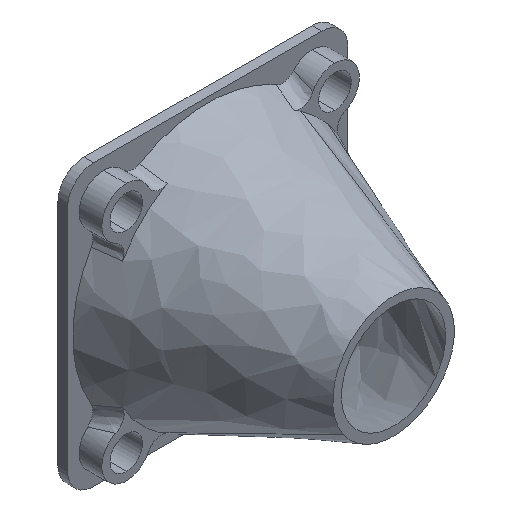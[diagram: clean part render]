
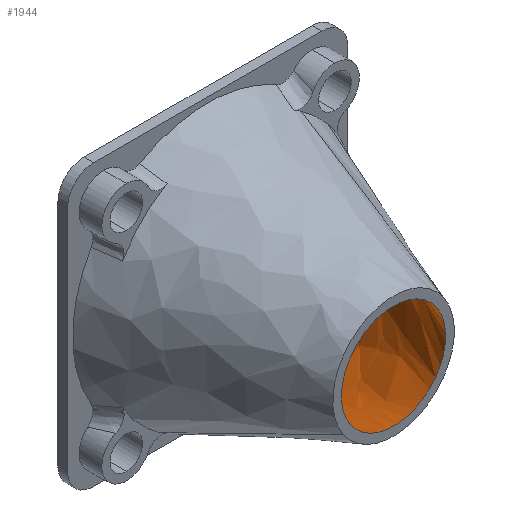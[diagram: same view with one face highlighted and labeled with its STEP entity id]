
A CAD part, isometric view. The second image highlights one B-rep face of the part: STEP entity #1944.
In plain terms, the highlighted free-form (B-spline) face has degree [3, 1] with [7, 3] control points.
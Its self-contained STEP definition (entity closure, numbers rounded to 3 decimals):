
#19 = CARTESIAN_POINT ( 'NONE',  ( -21.624, 60., -33.651 ) ) ;
#161 = CARTESIAN_POINT ( 'NONE',  ( -4.464, 0., 35.498 ) ) ;
#184 = CARTESIAN_POINT ( 'NONE',  ( 13.306, 0., 8.885 ) ) ;
#209 = CARTESIAN_POINT ( 'NONE',  ( 21.624, 60., 33.651 ) ) ;
#297 = EDGE_CURVE ( 'NONE', #2165, #3012, #1266, .T. ) ;
#423 = DIRECTION ( 'NONE',  ( 0., 1., 0. ) ) ;
#439 = CARTESIAN_POINT ( 'NONE',  ( -21.624, 60., -33.651 ) ) ;
#485 = B_SPLINE_CURVE_WITH_KNOTS ( 'NONE', 1,
 ( #2655, #1087 ),
 .UNSPECIFIED., .F., .F.,
 ( 2, 2 ),
 ( 0., 1. ),
 .UNSPECIFIED. ) ;
#504 = CARTESIAN_POINT ( 'NONE',  ( 88.926, 60., -9.596 ) ) ;
#506 = CARTESIAN_POINT ( 'NONE',  ( 21.624, 60., 33.651 ) ) ;
#516 = CARTESIAN_POINT ( 'NONE',  ( 13.306, 0., 8.885 ) ) ;
#558 = EDGE_CURVE ( 'NONE', #573, #774, #2416, .T. ) ;
#573 = VERTEX_POINT ( 'NONE', #2779 ) ;
#685 = CARTESIAN_POINT ( 'NONE',  ( -46.347, 60.973, 77.57 ) ) ;
#731 = ORIENTED_EDGE ( 'NONE', *, *, #2061, .T. ) ;
#754 = CARTESIAN_POINT ( 'NONE',  ( -21.624, 60., -33.651 ) ) ;
#759 = CARTESIAN_POINT ( 'NONE',  ( 21.624, 60., 33.651 ) ) ;
#774 = VERTEX_POINT ( 'NONE', #3406 ) ;
#863 = ORIENTED_EDGE ( 'NONE', *, *, #558, .F. ) ;
#1016 = CARTESIAN_POINT ( 'NONE',  ( 89.865, 60.973, -9.464 ) ) ;
#1087 = CARTESIAN_POINT ( 'NONE',  ( -21.624, 60., -33.651 ) ) ;
#1168 =( BOUNDED_SURFACE ( )  B_SPLINE_SURFACE ( 3, 1, ( 
 ( #184, #209, #2014 ),
 ( #2825, #3098, #1016 ),
 ( #1529, #2287, #2839 ),
 ( #1271, #439, #2038 ),
 ( #1479, #1740, #2788 ),
 ( #161, #3070, #685 ),
 ( #2002, #2811, #2026 ) ),
 .UNSPECIFIED., .T., .F., .T. ) 
 B_SPLINE_SURFACE_WITH_KNOTS ( ( 4, 3, 4 ),
 ( 2, 1, 2 ),
 ( 0., 0.5, 1. ),
 ( 0., 1., 1.016 ),
 .UNSPECIFIED. ) 
 GEOMETRIC_REPRESENTATION_ITEM ( )  RATIONAL_B_SPLINE_SURFACE ( (
 ( 1., 1., 1.),
 ( 0.333, 0.333, 0.333),
 ( 0.333, 0.333, 0.333),
 ( 1., 1., 1.),
 ( 0.333, 0.333, 0.333),
 ( 0.333, 0.333, 0.333),
 ( 1., 1., 1.) ) ) 
 REPRESENTATION_ITEM ( '' )  SURFACE ( )  );
#1266 =( BOUNDED_CURVE ( )  B_SPLINE_CURVE ( 3, ( #2073, #504, #2882, #19 ),
 .UNSPECIFIED., .F., .F. ) 
 B_SPLINE_CURVE_WITH_KNOTS ( ( 4, 4 ),
 ( 0., 0.5 ),
 .UNSPECIFIED. ) 
 CURVE ( )  GEOMETRIC_REPRESENTATION_ITEM ( )  RATIONAL_B_SPLINE_CURVE ( ( 1., 0.333, 0.333, 1. ) ) 
 REPRESENTATION_ITEM ( '' )  );
#1271 = CARTESIAN_POINT ( 'NONE',  ( -13.306, 0., -8.885 ) ) ;
#1461 = DIRECTION ( 'NONE',  ( 0., 0., 1. ) ) ;
#1479 = CARTESIAN_POINT ( 'NONE',  ( -31.076, 0., 17.728 ) ) ;
#1485 = ORIENTED_EDGE ( 'NONE', *, *, #297, .T. ) ;
#1529 = CARTESIAN_POINT ( 'NONE',  ( 4.464, 0., -35.498 ) ) ;
#1576 = EDGE_LOOP ( 'NONE', ( #3091, #863, #731, #1485 ) ) ;
#1740 = CARTESIAN_POINT ( 'NONE',  ( -88.926, 60., 9.596 ) ) ;
#1757 = B_SPLINE_CURVE_WITH_KNOTS ( 'NONE', 1,
 ( #516, #506 ),
 .UNSPECIFIED., .F., .F.,
 ( 2, 2 ),
 ( 0., 1. ),
 .UNSPECIFIED. ) ;
#1944 = ADVANCED_FACE ( 'NONE', ( #2409 ), #1168, .F. ) ;
#2002 = CARTESIAN_POINT ( 'NONE',  ( 13.306, 0., 8.885 ) ) ;
#2014 = CARTESIAN_POINT ( 'NONE',  ( 21.759, 60.973, 34.053 ) ) ;
#2026 = CARTESIAN_POINT ( 'NONE',  ( 21.759, 60.973, 34.053 ) ) ;
#2038 = CARTESIAN_POINT ( 'NONE',  ( -21.759, 60.973, -34.053 ) ) ;
#2061 = EDGE_CURVE ( 'NONE', #573, #2165, #1757, .T. ) ;
#2073 = CARTESIAN_POINT ( 'NONE',  ( 21.624, 60., 33.651 ) ) ;
#2165 = VERTEX_POINT ( 'NONE', #759 ) ;
#2287 = CARTESIAN_POINT ( 'NONE',  ( 45.679, 60., -76.899 ) ) ;
#2381 = EDGE_CURVE ( 'NONE', #774, #3012, #485, .T. ) ;
#2409 = FACE_OUTER_BOUND ( 'NONE', #1576, .T. ) ;
#2416 = CIRCLE ( 'NONE', #3058, 16. ) ;
#2655 = CARTESIAN_POINT ( 'NONE',  ( -13.306, 0., -8.885 ) ) ;
#2779 = CARTESIAN_POINT ( 'NONE',  ( 13.306, 0., 8.885 ) ) ;
#2788 = CARTESIAN_POINT ( 'NONE',  ( -89.865, 60.973, 9.464 ) ) ;
#2811 = CARTESIAN_POINT ( 'NONE',  ( 21.624, 60., 33.651 ) ) ;
#2825 = CARTESIAN_POINT ( 'NONE',  ( 31.076, 0., -17.728 ) ) ;
#2839 = CARTESIAN_POINT ( 'NONE',  ( 46.347, 60.973, -77.57 ) ) ;
#2882 = CARTESIAN_POINT ( 'NONE',  ( 45.679, 60., -76.899 ) ) ;
#3012 = VERTEX_POINT ( 'NONE', #754 ) ;
#3038 = CARTESIAN_POINT ( 'NONE',  ( 0., 0., 0. ) ) ;
#3058 = AXIS2_PLACEMENT_3D ( 'NONE', #3038, #423, #1461 ) ;
#3070 = CARTESIAN_POINT ( 'NONE',  ( -45.679, 60., 76.899 ) ) ;
#3091 = ORIENTED_EDGE ( 'NONE', *, *, #2381, .F. ) ;
#3098 = CARTESIAN_POINT ( 'NONE',  ( 88.926, 60., -9.596 ) ) ;
#3406 = CARTESIAN_POINT ( 'NONE',  ( -13.306, 0., -8.885 ) ) ;
